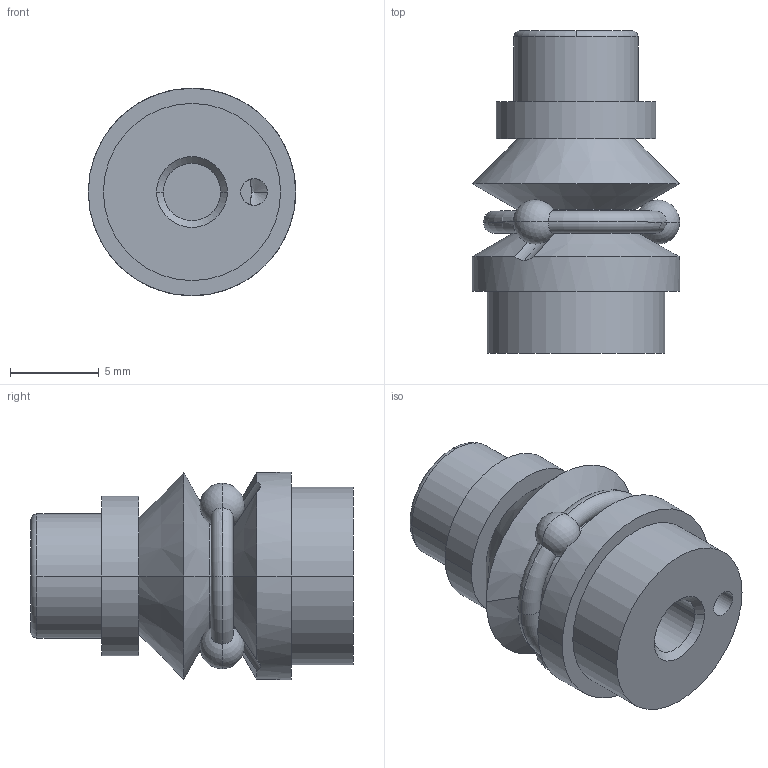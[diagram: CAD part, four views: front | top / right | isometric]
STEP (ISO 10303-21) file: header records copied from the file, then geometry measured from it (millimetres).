
FILE_DESCRIPTION(('STEP AP214'),'1');
FILE_NAME('haldern_eh_23340_0212.stp','2017-11-17T11:32:23',('TraceParts'),('TraceParts S.A.'),'Spatial InterOp 3D',' ',' ');
FILE_SCHEMA(('automotive_design'));
Length unit declared in the file: millimetre
Products named in the file (4): haldern_eh_23340_0212_1; haldern_eh_23340_0212_2; haldern_eh_23340_0212_3; haldern_eh_23340_0212_4
Bounding box: 11.7 x 18.2 x 11.7 mm (x, y, z)
Volume: 1098.9 mm3; surface area: 1375.6 mm2
Topology: 4 solids, 4 shells, 76 faces, 171 edges, 104 vertices
Faces by surface type: cylinder 28, plane 18, cone 14, torus 10, sphere 6
Entity records: 3351 total; most frequent: CARTESIAN_POINT 981, DIRECTION 378, ORIENTED_EDGE 338, EDGE_CURVE 169, AXIS2_PLACEMENT_3D 161, VERTEX_POINT 104, EDGE_LOOP 85, CIRCLE 81
